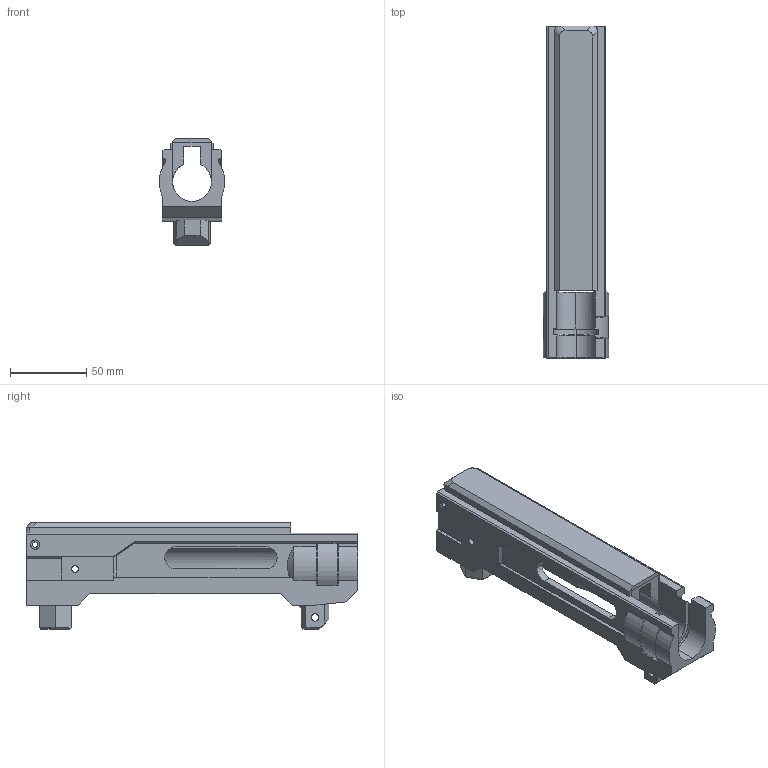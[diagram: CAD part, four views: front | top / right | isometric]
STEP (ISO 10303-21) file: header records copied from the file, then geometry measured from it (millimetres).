
FILE_DESCRIPTION(('HOOPS Exchange Step'),'2;1');
FILE_NAME('temp_export','2026-02-08T09:05:41-06:00',('mobile'),('Shapr3D Limited'),'HOOPS Exchange 2025.9','Shapr3D','Authorized');
FILE_SCHEMA( ('AP242_MANAGED_MODEL_BASED_3D_ENGINEERING_MIM_LF {1 0 10303 442 1 1 4}') );
Length unit declared in the file: millimetre
Products named in the file (2): Back; root
Assembly tree (1 placements, depth 2):
  root
    Back
Bounding box: 43 x 217.03 x 69.95 mm (x, y, z)
Volume: 205567.6 mm3; surface area: 63170.6 mm2
Topology: 1 solids, 1 shells, 192 faces, 537 edges, 347 vertices
Faces by surface type: plane 132, cylinder 37, torus 12, bspline 8, cone 3
Full cylindrical faces by diameter (mm): 3.5 x2, 4.5 x4, 4.85 x1, 6 x2, 6.7 x2, 9.6 x1
Entity records: 6956 total; most frequent: CARTESIAN_POINT 1982, ORIENTED_EDGE 1074, DIRECTION 958, EDGE_CURVE 537, VECTOR 384, LINE 384, VERTEX_POINT 347, AXIS2_PLACEMENT_3D 287
